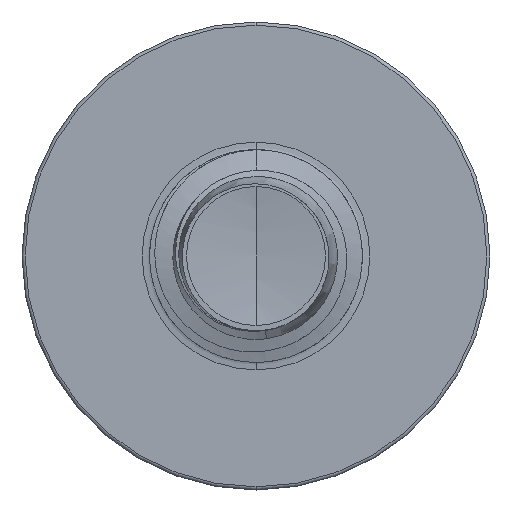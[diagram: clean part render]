
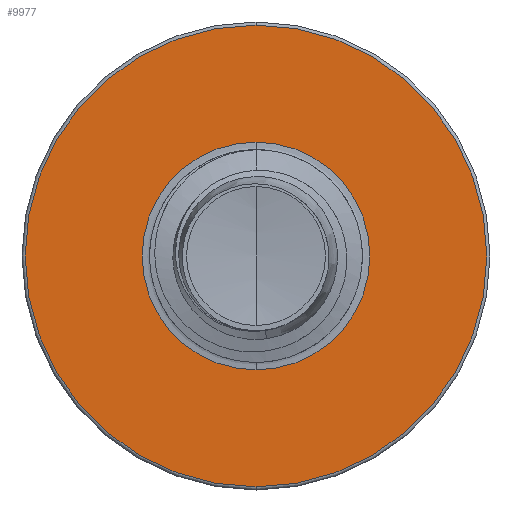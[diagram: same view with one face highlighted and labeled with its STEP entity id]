
A CAD part, front view. The second image highlights one B-rep face of the part: STEP entity #9977.
In plain terms, the highlighted planar face has unit normal (0, -1, 0).
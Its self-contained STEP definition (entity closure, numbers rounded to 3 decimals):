
#507 = CARTESIAN_POINT ( 'NONE',  ( 0., 5., -2.677 ) ) ;
#514 = CARTESIAN_POINT ( 'NONE',  ( 0., 5., 2.677 ) ) ;
#849 = CARTESIAN_POINT ( 'NONE',  ( 0., 5., 5.425 ) ) ;
#990 = AXIS2_PLACEMENT_3D ( 'NONE', #1633, #1612, #1607 ) ;
#1607 = DIRECTION ( 'NONE',  ( 0., 0., 1. ) ) ;
#1612 = DIRECTION ( 'NONE',  ( 0., 1., 0. ) ) ;
#1633 = CARTESIAN_POINT ( 'NONE',  ( 0., 5., 0. ) ) ;
#1797 = CARTESIAN_POINT ( 'NONE',  ( 0., 5., -2.677 ) ) ;
#1937 = ORIENTED_EDGE ( 'NONE', *, *, #10079, .T. ) ;
#2134 = VERTEX_POINT ( 'NONE', #849 ) ;
#2795 = AXIS2_PLACEMENT_3D ( 'NONE', #507, #12668, #12653 ) ;
#3085 = AXIS2_PLACEMENT_3D ( 'NONE', #10475, #10474, #10468 ) ;
#3111 = DIRECTION ( 'NONE',  ( 0., 0., 1. ) ) ;
#3116 = DIRECTION ( 'NONE',  ( 0., 1., 0. ) ) ;
#3136 = CARTESIAN_POINT ( 'NONE',  ( 0., 5., 0. ) ) ;
#3146 = AXIS2_PLACEMENT_3D ( 'NONE', #7242, #7236, #7224 ) ;
#4213 = CIRCLE ( 'NONE', #990, 5.425 ) ;
#4451 = AXIS2_PLACEMENT_3D ( 'NONE', #3136, #3116, #3111 ) ;
#4720 = CIRCLE ( 'NONE', #3085, 2.677 ) ;
#5536 = VERTEX_POINT ( 'NONE', #7428 ) ;
#5582 = ORIENTED_EDGE ( 'NONE', *, *, #9577, .T. ) ;
#6102 = EDGE_LOOP ( 'NONE', ( #10037, #8478 ) ) ;
#7224 = DIRECTION ( 'NONE',  ( 0., 0., 1. ) ) ;
#7236 = DIRECTION ( 'NONE',  ( 0., 1., 0. ) ) ;
#7242 = CARTESIAN_POINT ( 'NONE',  ( 0., 5., 0. ) ) ;
#7428 = CARTESIAN_POINT ( 'NONE',  ( 0., 5., -5.425 ) ) ;
#8478 = ORIENTED_EDGE ( 'NONE', *, *, #11000, .F. ) ;
#8735 = FACE_OUTER_BOUND ( 'NONE', #6102, .T. ) ;
#9577 = EDGE_CURVE ( 'NONE', #10550, #11023, #10134, .T. ) ;
#9750 = EDGE_LOOP ( 'NONE', ( #5582, #1937 ) ) ;
#9977 = ADVANCED_FACE ( 'NONE', ( #8735, #11521 ), #12677, .F. ) ;
#10037 = ORIENTED_EDGE ( 'NONE', *, *, #10114, .F. ) ;
#10079 = EDGE_CURVE ( 'NONE', #11023, #10550, #4720, .T. ) ;
#10114 = EDGE_CURVE ( 'NONE', #2134, #5536, #10974, .T. ) ;
#10134 = CIRCLE ( 'NONE', #4451, 2.677 ) ;
#10468 = DIRECTION ( 'NONE',  ( 0., 0., 1. ) ) ;
#10474 = DIRECTION ( 'NONE',  ( 0., 1., 0. ) ) ;
#10475 = CARTESIAN_POINT ( 'NONE',  ( 0., 5., 0. ) ) ;
#10550 = VERTEX_POINT ( 'NONE', #514 ) ;
#10974 = CIRCLE ( 'NONE', #3146, 5.425 ) ;
#11000 = EDGE_CURVE ( 'NONE', #5536, #2134, #4213, .T. ) ;
#11023 = VERTEX_POINT ( 'NONE', #1797 ) ;
#11521 = FACE_BOUND ( 'NONE', #9750, .T. ) ;
#12653 = DIRECTION ( 'NONE',  ( 0., 0., 1. ) ) ;
#12668 = DIRECTION ( 'NONE',  ( 0., 1., 0. ) ) ;
#12677 = PLANE ( 'NONE',  #2795 ) ;
